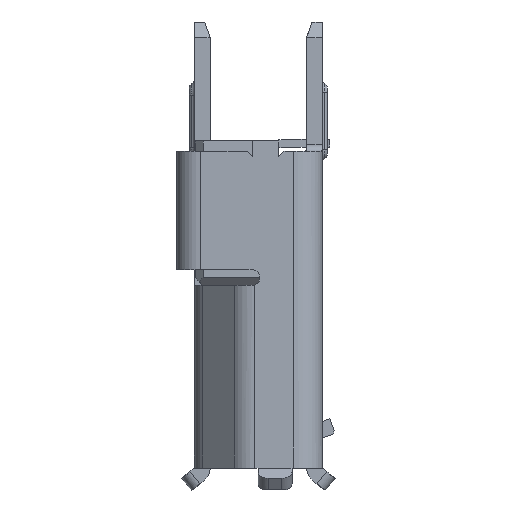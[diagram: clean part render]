
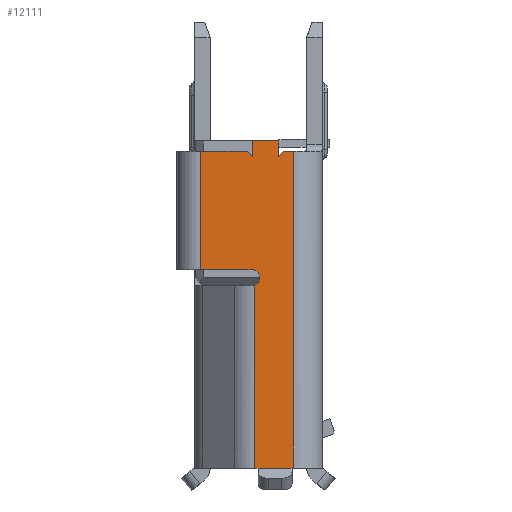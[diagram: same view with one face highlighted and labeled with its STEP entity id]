
A CAD part, left-side view. The second image highlights one B-rep face of the part: STEP entity #12111.
In plain terms, the highlighted planar face has unit normal (-1, 0, 0).
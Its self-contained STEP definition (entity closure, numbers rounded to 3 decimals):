
#30 = DIRECTION ( 'NONE',  ( 0., -1., 0. ) ) ;
#80 = EDGE_CURVE ( 'NONE', #3716, #11218, #5287, .T. ) ;
#153 = EDGE_CURVE ( 'NONE', #2168, #15063, #12854, .T. ) ;
#165 = EDGE_CURVE ( 'NONE', #15063, #9193, #4829, .T. ) ;
#183 = VERTEX_POINT ( 'NONE', #4675 ) ;
#274 = VECTOR ( 'NONE', #8965, 1000. ) ;
#392 = CARTESIAN_POINT ( 'NONE',  ( -3.75, 0.121, 0.131 ) ) ;
#445 = ORIENTED_EDGE ( 'NONE', *, *, #10463, .F. ) ;
#593 = CARTESIAN_POINT ( 'NONE',  ( -3.75, -0.39, 2.3 ) ) ;
#623 = DIRECTION ( 'NONE',  ( 0., 1., 0. ) ) ;
#909 = DIRECTION ( 'NONE',  ( 0., -1., 0. ) ) ;
#944 = CARTESIAN_POINT ( 'NONE',  ( -3.75, 0.11, 2.6 ) ) ;
#953 = ORIENTED_EDGE ( 'NONE', *, *, #80, .T. ) ;
#1278 = LINE ( 'NONE', #14490, #7943 ) ;
#1527 = DIRECTION ( 'NONE',  ( 0., 0., 1. ) ) ;
#1824 = VECTOR ( 'NONE', #13346, 1000. ) ;
#1900 = CARTESIAN_POINT ( 'NONE',  ( -3.75, -0.645, -3.669 ) ) ;
#1911 = EDGE_CURVE ( 'NONE', #10573, #183, #10686, .T. ) ;
#2048 = VECTOR ( 'NONE', #5721, 1000. ) ;
#2122 = DIRECTION ( 'NONE',  ( 0., 0., 1. ) ) ;
#2168 = VERTEX_POINT ( 'NONE', #10300 ) ;
#2305 = DIRECTION ( 'NONE',  ( 0., 0.707, 0.707 ) ) ;
#2309 = CARTESIAN_POINT ( 'NONE',  ( -3.75, -0.49, 2.4 ) ) ;
#2438 = VECTOR ( 'NONE', #1527, 1000. ) ;
#2546 = ORIENTED_EDGE ( 'NONE', *, *, #6282, .F. ) ;
#2612 = FACE_OUTER_BOUND ( 'NONE', #14673, .T. ) ;
#2630 = LINE ( 'NONE', #11279, #2438 ) ;
#2892 = DIRECTION ( 'NONE',  ( 0., 0., 1. ) ) ;
#2947 = CARTESIAN_POINT ( 'NONE',  ( -3.75, 0.071, -3.669 ) ) ;
#3246 = DIRECTION ( 'NONE',  ( 0., 0., 1. ) ) ;
#3323 = LINE ( 'NONE', #15548, #9074 ) ;
#3483 = CARTESIAN_POINT ( 'NONE',  ( -3.75, 0.005, -3.669 ) ) ;
#3486 = VECTOR ( 'NONE', #2305, 1000. ) ;
#3549 = LINE ( 'NONE', #5904, #8141 ) ;
#3716 = VERTEX_POINT ( 'NONE', #2947 ) ;
#3949 = CARTESIAN_POINT ( 'NONE',  ( -3.75, 0.071, -0.16 ) ) ;
#3980 = ORIENTED_EDGE ( 'NONE', *, *, #11142, .F. ) ;
#4016 = VERTEX_POINT ( 'NONE', #1900 ) ;
#4057 = VERTEX_POINT ( 'NONE', #593 ) ;
#4062 = DIRECTION ( 'NONE',  ( 1., 0., 0. ) ) ;
#4351 = VECTOR ( 'NONE', #7931, 1000. ) ;
#4521 = CARTESIAN_POINT ( 'NONE',  ( -3.75, 0.922, 1.54 ) ) ;
#4675 = CARTESIAN_POINT ( 'NONE',  ( -3.75, -0.675, 2.4 ) ) ;
#4829 = LINE ( 'NONE', #11975, #3486 ) ;
#5287 = LINE ( 'NONE', #12625, #2048 ) ;
#5398 = VERTEX_POINT ( 'NONE', #3949 ) ;
#5523 = VERTEX_POINT ( 'NONE', #15181 ) ;
#5554 = EDGE_CURVE ( 'NONE', #12501, #9937, #9770, .T. ) ;
#5564 = ORIENTED_EDGE ( 'NONE', *, *, #6497, .T. ) ;
#5688 = PLANE ( 'NONE',  #10594 ) ;
#5690 = VERTEX_POINT ( 'NONE', #15606 ) ;
#5721 = DIRECTION ( 'NONE',  ( 0., -1., 0. ) ) ;
#5799 = ORIENTED_EDGE ( 'NONE', *, *, #1911, .F. ) ;
#5904 = CARTESIAN_POINT ( 'NONE',  ( -3.75, 1.11, 2.4 ) ) ;
#6068 = VERTEX_POINT ( 'NONE', #12705 ) ;
#6282 = EDGE_CURVE ( 'NONE', #6068, #9193, #3549, .T. ) ;
#6412 = CARTESIAN_POINT ( 'NONE',  ( -3.75, -0.645, -3.669 ) ) ;
#6497 = EDGE_CURVE ( 'NONE', #10573, #4057, #13268, .T. ) ;
#7242 = LINE ( 'NONE', #6412, #11260 ) ;
#7388 = CARTESIAN_POINT ( 'NONE',  ( -3.75, -0.029, -0.019 ) ) ;
#7437 = CARTESIAN_POINT ( 'NONE',  ( -3.75, 1.11, 0.131 ) ) ;
#7441 = CARTESIAN_POINT ( 'NONE',  ( -3.75, -0.675, 2.4 ) ) ;
#7671 = DIRECTION ( 'NONE',  ( 0., -1., 0. ) ) ;
#7816 = DIRECTION ( 'NONE',  ( 1., 0., 0. ) ) ;
#7822 = VECTOR ( 'NONE', #14953, 1000. ) ;
#7931 = DIRECTION ( 'NONE',  ( 0., -1., 0. ) ) ;
#7943 = VECTOR ( 'NONE', #2122, 1000. ) ;
#8059 = AXIS2_PLACEMENT_3D ( 'NONE', #15026, #7816, #7671 ) ;
#8069 = VECTOR ( 'NONE', #8247, 1000. ) ;
#8141 = VECTOR ( 'NONE', #30, 1000. ) ;
#8153 = EDGE_CURVE ( 'NONE', #5690, #4057, #12447, .T. ) ;
#8173 = ORIENTED_EDGE ( 'NONE', *, *, #165, .T. ) ;
#8247 = DIRECTION ( 'NONE',  ( 0., 0., -1. ) ) ;
#8280 = CARTESIAN_POINT ( 'NONE',  ( -3.75, 0.21, 2.4 ) ) ;
#8652 = ORIENTED_EDGE ( 'NONE', *, *, #11452, .T. ) ;
#8820 = ORIENTED_EDGE ( 'NONE', *, *, #153, .T. ) ;
#8965 = DIRECTION ( 'NONE',  ( 0., 0., -1. ) ) ;
#8992 = CARTESIAN_POINT ( 'NONE',  ( -3.75, 0.121, 0.131 ) ) ;
#9074 = VECTOR ( 'NONE', #909, 1000. ) ;
#9193 = VERTEX_POINT ( 'NONE', #8280 ) ;
#9487 = ORIENTED_EDGE ( 'NONE', *, *, #5554, .F. ) ;
#9763 = EDGE_CURVE ( 'NONE', #9937, #6068, #1278, .T. ) ;
#9770 = LINE ( 'NONE', #8992, #10522 ) ;
#9937 = VERTEX_POINT ( 'NONE', #7437 ) ;
#10049 = CARTESIAN_POINT ( 'NONE',  ( -3.75, -0.49, 2.4 ) ) ;
#10055 = CIRCLE ( 'NONE', #8059, 0.15 ) ;
#10300 = CARTESIAN_POINT ( 'NONE',  ( -3.75, 0.11, 2.6 ) ) ;
#10441 = ORIENTED_EDGE ( 'NONE', *, *, #12523, .T. ) ;
#10463 = EDGE_CURVE ( 'NONE', #4016, #11218, #7242, .T. ) ;
#10522 = VECTOR ( 'NONE', #623, 1000. ) ;
#10573 = VERTEX_POINT ( 'NONE', #14037 ) ;
#10594 = AXIS2_PLACEMENT_3D ( 'NONE', #4521, #11907, #3246 ) ;
#10686 = LINE ( 'NONE', #10049, #7822 ) ;
#11130 = DIRECTION ( 'NONE',  ( 0., 0., -1. ) ) ;
#11142 = EDGE_CURVE ( 'NONE', #2168, #5690, #15448, .T. ) ;
#11218 = VERTEX_POINT ( 'NONE', #3483 ) ;
#11260 = VECTOR ( 'NONE', #13783, 1000. ) ;
#11262 = CARTESIAN_POINT ( 'NONE',  ( -3.75, 0.121, -0.019 ) ) ;
#11279 = CARTESIAN_POINT ( 'NONE',  ( -3.75, 0.071, -3.669 ) ) ;
#11452 = EDGE_CURVE ( 'NONE', #12501, #13383, #13301, .T. ) ;
#11554 = CARTESIAN_POINT ( 'NONE',  ( -3.75, 0.11, 2.6 ) ) ;
#11907 = DIRECTION ( 'NONE',  ( -1., 0., 0. ) ) ;
#11975 = CARTESIAN_POINT ( 'NONE',  ( -3.75, 0.11, 2.3 ) ) ;
#12111 = ADVANCED_FACE ( 'NONE', ( #2612 ), #5688, .T. ) ;
#12149 = ORIENTED_EDGE ( 'NONE', *, *, #14553, .F. ) ;
#12447 = LINE ( 'NONE', #12593, #274 ) ;
#12458 = ORIENTED_EDGE ( 'NONE', *, *, #9763, .F. ) ;
#12501 = VERTEX_POINT ( 'NONE', #392 ) ;
#12523 = EDGE_CURVE ( 'NONE', #13383, #5398, #10055, .T. ) ;
#12593 = CARTESIAN_POINT ( 'NONE',  ( -3.75, -0.39, 2.6 ) ) ;
#12625 = CARTESIAN_POINT ( 'NONE',  ( -3.75, 0.071, -3.669 ) ) ;
#12705 = CARTESIAN_POINT ( 'NONE',  ( -3.75, 1.11, 2.4 ) ) ;
#12816 = VECTOR ( 'NONE', #11130, 1000. ) ;
#12854 = LINE ( 'NONE', #944, #8069 ) ;
#13222 = EDGE_CURVE ( 'NONE', #4016, #5523, #3323, .T. ) ;
#13268 = LINE ( 'NONE', #2309, #1824 ) ;
#13301 = CIRCLE ( 'NONE', #14109, 0.15 ) ;
#13346 = DIRECTION ( 'NONE',  ( 0., 0.707, -0.707 ) ) ;
#13383 = VERTEX_POINT ( 'NONE', #7388 ) ;
#13783 = DIRECTION ( 'NONE',  ( 0., 1., 0. ) ) ;
#13817 = ORIENTED_EDGE ( 'NONE', *, *, #8153, .F. ) ;
#14037 = CARTESIAN_POINT ( 'NONE',  ( -3.75, -0.49, 2.4 ) ) ;
#14109 = AXIS2_PLACEMENT_3D ( 'NONE', #11262, #4062, #2892 ) ;
#14490 = CARTESIAN_POINT ( 'NONE',  ( -3.75, 1.11, 0.131 ) ) ;
#14553 = EDGE_CURVE ( 'NONE', #183, #5523, #15694, .T. ) ;
#14673 = EDGE_LOOP ( 'NONE', ( #13817, #3980, #8820, #8173, #2546, #12458, #9487, #8652, #10441, #15595, #953, #445, #14924, #12149, #5799, #5564 ) ) ;
#14924 = ORIENTED_EDGE ( 'NONE', *, *, #13222, .T. ) ;
#14937 = CARTESIAN_POINT ( 'NONE',  ( -3.75, 0.11, 2.3 ) ) ;
#14953 = DIRECTION ( 'NONE',  ( 0., -1., 0. ) ) ;
#15026 = CARTESIAN_POINT ( 'NONE',  ( -3.75, 0.121, -0.019 ) ) ;
#15063 = VERTEX_POINT ( 'NONE', #14937 ) ;
#15181 = CARTESIAN_POINT ( 'NONE',  ( -3.75, -0.675, -3.669 ) ) ;
#15448 = LINE ( 'NONE', #11554, #4351 ) ;
#15548 = CARTESIAN_POINT ( 'NONE',  ( -3.75, -0.645, -3.669 ) ) ;
#15595 = ORIENTED_EDGE ( 'NONE', *, *, #15688, .F. ) ;
#15606 = CARTESIAN_POINT ( 'NONE',  ( -3.75, -0.39, 2.6 ) ) ;
#15688 = EDGE_CURVE ( 'NONE', #3716, #5398, #2630, .T. ) ;
#15694 = LINE ( 'NONE', #7441, #12816 ) ;
